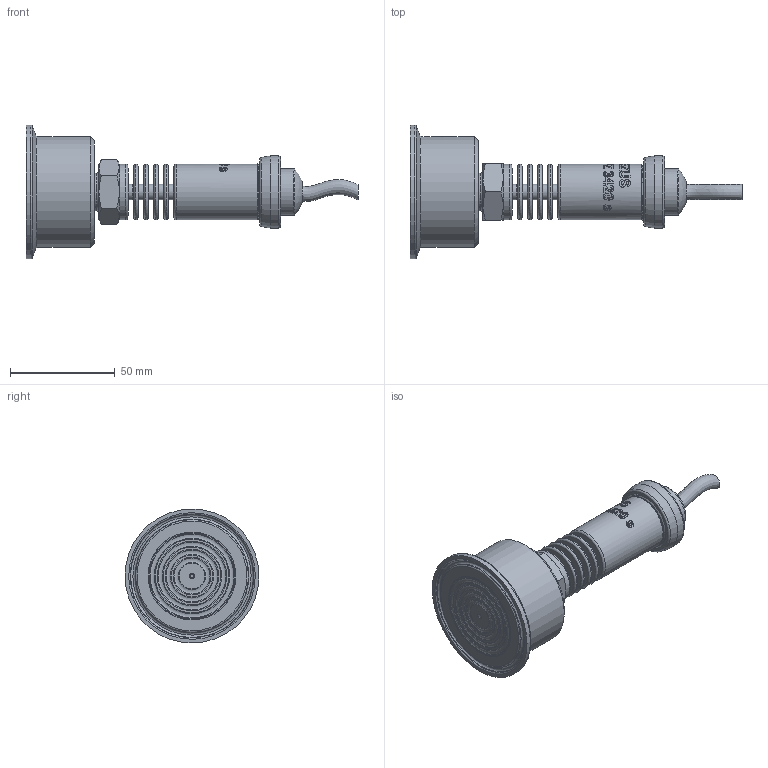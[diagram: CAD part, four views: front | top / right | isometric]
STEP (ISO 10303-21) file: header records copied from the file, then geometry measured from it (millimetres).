
FILE_DESCRIPTION(/* description */ (''),/* implementation_level */ '2;1');
FILE_NAME(/* name */ 'APZ3420s_ClampD2_radiator_5.step',/* time_stamp */ '2021-07-08T14:06:32+03:00',/* author */ (''),/* organization */ (''),/* preprocessor_version */ 'ST-DEVELOPER v18.1',/* originating_system */ 'Autodesk Translation Framework v10.9.0.1377',/* authorisation */ '');
FILE_SCHEMA (('AUTOMOTIVE_DESIGN { 1 0 10303 214 3 1 1 }'));
Length unit declared in the file: millimetre
Products named in the file (7): АПЗ 3420S заполненная; Stainless steel cable gland assembly; Stainless steel cable gland; Stainless steel cable gland nut; wire; G1\2EN radiator; Clamp DN2' diaphragm 48 v2 (1)
Assembly tree (5 placements, depth 3):
  АПЗ 3420S заполненная
    Stainless steel cable gland assembly
      Stainless steel cable gland
      Stainless steel cable gland nut
      wire
    G1\2EN radiator
  Clamp DN2' diaphragm 48 v2 (1)
Bounding box: 158.6 x 64 x 64 mm (x, y, z)
Volume: 121508.6 mm3; surface area: 35633.7 mm2
Topology: 6 solids, 6 shells, 505 faces, 1321 edges, 873 vertices
Faces by surface type: bspline 273, cylinder 92, plane 63, torus 46, cone 29, sphere 2
Full cylindrical faces by diameter (mm): 2 x1, 3 x1, 3.3 x1, 5 x1, 6 x3, 7 x1, 7.2 x1, 7.5 x5, 13 x1, 16.7 x1, 17.5 x1, 18 x1, 18.631 x6, 20.955 x7, 21.4 x1, 22 x1, 22.3 x2, 22.5 x1, 24.5 x1, 25.132 x4, 25.526 x2, 26.5 x2, 26.85 x4, 27.208 x3, 27.7 x1, 34.5 x1, 41.8 x1, 42 x1, 53 x1, 64 x1
Entity records: 31987 total; most frequent: CARTESIAN_POINT 21183, ORIENTED_EDGE 2642, DIRECTION 1423, EDGE_CURVE 1321, VERTEX_POINT 873, B_SPLINE_CURVE_WITH_KNOTS 639, EDGE_LOOP 556, AXIS2_PLACEMENT_3D 510
